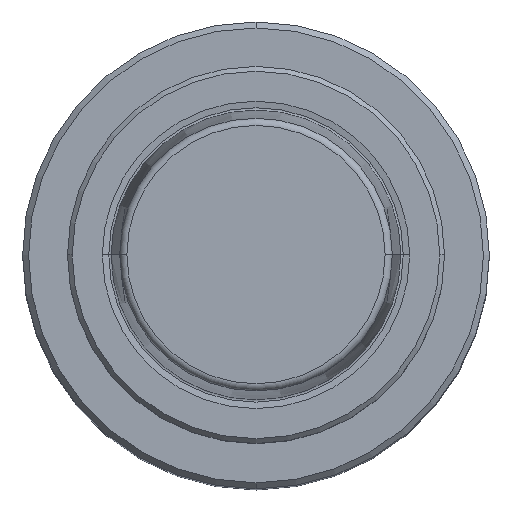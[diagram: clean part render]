
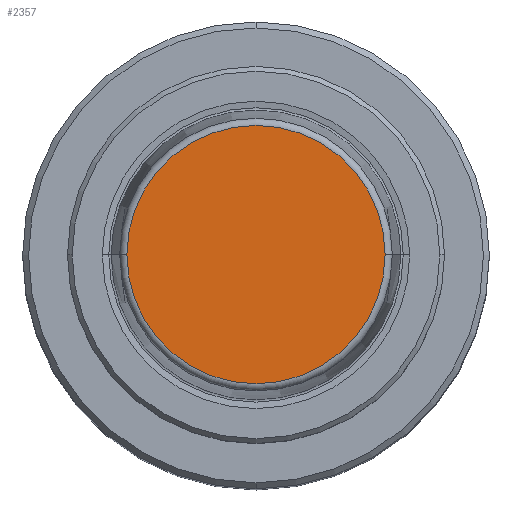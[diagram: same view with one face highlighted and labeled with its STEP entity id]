
A CAD part, top view. The second image highlights one B-rep face of the part: STEP entity #2357.
In plain terms, the highlighted planar face has unit normal (0, 0, 1).
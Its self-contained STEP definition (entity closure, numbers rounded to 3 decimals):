
#183 = PLANE ( 'NONE',  #1981 ) ;
#293 = VERTEX_POINT ( 'NONE', #2387 ) ;
#539 = CARTESIAN_POINT ( 'NONE',  ( 0., 0., 31.935 ) ) ;
#553 = DIRECTION ( 'NONE',  ( 0., 0., 1. ) ) ;
#576 = DIRECTION ( 'NONE',  ( 0., 0., 1. ) ) ;
#624 = EDGE_CURVE ( 'NONE', #293, #3126, #1231, .T. ) ;
#1231 = CIRCLE ( 'NONE', #3480, 21.581 ) ;
#1249 = CARTESIAN_POINT ( 'NONE',  ( 0., 21.581, 31.935 ) ) ;
#1477 = CARTESIAN_POINT ( 'NONE',  ( 21.581, 0., 31.935 ) ) ;
#1509 = DIRECTION ( 'NONE',  ( -1., 0., 0. ) ) ;
#1565 = ORIENTED_EDGE ( 'NONE', *, *, #1881, .T. ) ;
#1604 = DIRECTION ( 'NONE',  ( 1., 0., 0. ) ) ;
#1658 = EDGE_LOOP ( 'NONE', ( #1565, #2358 ) ) ;
#1881 = EDGE_CURVE ( 'NONE', #3126, #293, #3199, .T. ) ;
#1981 = AXIS2_PLACEMENT_3D ( 'NONE', #1249, #3120, #1509 ) ;
#2173 = CARTESIAN_POINT ( 'NONE',  ( 0., 0., 31.935 ) ) ;
#2357 = ADVANCED_FACE ( 'NONE', ( #2915 ), #183, .F. ) ;
#2358 = ORIENTED_EDGE ( 'NONE', *, *, #624, .T. ) ;
#2387 = CARTESIAN_POINT ( 'NONE',  ( -21.581, 0., 31.935 ) ) ;
#2431 = DIRECTION ( 'NONE',  ( 1., 0., 0. ) ) ;
#2461 = AXIS2_PLACEMENT_3D ( 'NONE', #2173, #576, #2431 ) ;
#2915 = FACE_OUTER_BOUND ( 'NONE', #1658, .T. ) ;
#3120 = DIRECTION ( 'NONE',  ( 0., 0., -1. ) ) ;
#3126 = VERTEX_POINT ( 'NONE', #1477 ) ;
#3199 = CIRCLE ( 'NONE', #2461, 21.581 ) ;
#3480 = AXIS2_PLACEMENT_3D ( 'NONE', #539, #553, #1604 ) ;
